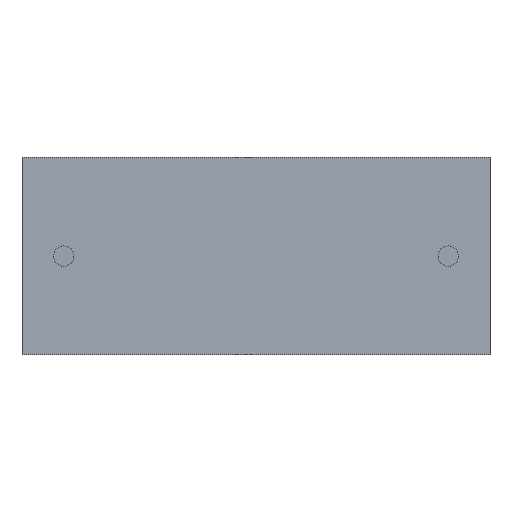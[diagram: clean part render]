
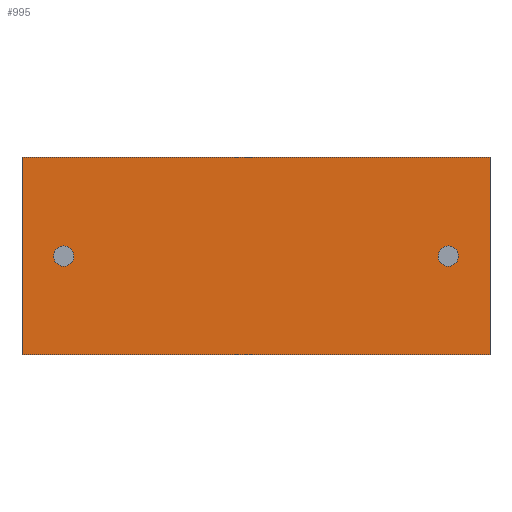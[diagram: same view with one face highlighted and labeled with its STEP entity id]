
A CAD part, front view. The second image highlights one B-rep face of the part: STEP entity #995.
In plain terms, the highlighted planar face has unit normal (0, -1, 0).
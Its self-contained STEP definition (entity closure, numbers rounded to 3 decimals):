
#1 = DIRECTION ( 'NONE',  ( 1., 0., 0. ) ) ;
#25 = EDGE_CURVE ( 'NONE', #2059, #1417, #1353, .T. ) ;
#119 = CARTESIAN_POINT ( 'NONE',  ( 18.5, 0., 7.8 ) ) ;
#156 = DIRECTION ( 'NONE',  ( 0., 1., 0. ) ) ;
#188 = DIRECTION ( 'NONE',  ( 0., -1., 0. ) ) ;
#203 = DIRECTION ( 'NONE',  ( 0., 0., 1. ) ) ;
#209 = DIRECTION ( 'NONE',  ( 0., 0., -1. ) ) ;
#262 = VERTEX_POINT ( 'NONE', #2155 ) ;
#275 = FACE_BOUND ( 'NONE', #1808, .T. ) ;
#353 = CARTESIAN_POINT ( 'NONE',  ( 1.65, 0., 3.9 ) ) ;
#380 = CARTESIAN_POINT ( 'NONE',  ( 18.5, 0., 0. ) ) ;
#406 = CARTESIAN_POINT ( 'NONE',  ( 16.85, 0., 3.9 ) ) ;
#538 = CARTESIAN_POINT ( 'NONE',  ( 16.85, 0., 3.9 ) ) ;
#544 = DIRECTION ( 'NONE',  ( 0., -1., 0. ) ) ;
#550 = VERTEX_POINT ( 'NONE', #2468 ) ;
#553 = LINE ( 'NONE', #119, #1179 ) ;
#571 = ORIENTED_EDGE ( 'NONE', *, *, #1705, .F. ) ;
#609 = VECTOR ( 'NONE', #1, 1000. ) ;
#617 = VERTEX_POINT ( 'NONE', #380 ) ;
#681 = EDGE_CURVE ( 'NONE', #1224, #550, #2353, .T. ) ;
#715 = EDGE_CURVE ( 'NONE', #550, #617, #975, .T. ) ;
#791 = VERTEX_POINT ( 'NONE', #1553 ) ;
#797 = DIRECTION ( 'NONE',  ( 0., 0., -1. ) ) ;
#821 = EDGE_CURVE ( 'NONE', #791, #262, #1142, .T. ) ;
#872 = CARTESIAN_POINT ( 'NONE',  ( 0., 0., 7.8 ) ) ;
#885 = AXIS2_PLACEMENT_3D ( 'NONE', #1199, #188, #203 ) ;
#913 = DIRECTION ( 'NONE',  ( 0., 1., 0. ) ) ;
#975 = LINE ( 'NONE', #2479, #2197 ) ;
#995 = ADVANCED_FACE ( 'NONE', ( #2212, #1709, #275 ), #1121, .F. ) ;
#1044 = CARTESIAN_POINT ( 'NONE',  ( 18.5, 0., 7.8 ) ) ;
#1121 = PLANE ( 'NONE',  #1158 ) ;
#1142 = CIRCLE ( 'NONE', #2280, 0.4 ) ;
#1158 = AXIS2_PLACEMENT_3D ( 'NONE', #1504, #156, #1659 ) ;
#1179 = VECTOR ( 'NONE', #2427, 1000. ) ;
#1187 = AXIS2_PLACEMENT_3D ( 'NONE', #538, #913, #1693 ) ;
#1199 = CARTESIAN_POINT ( 'NONE',  ( 1.65, 0., 3.9 ) ) ;
#1218 = CIRCLE ( 'NONE', #885, 0.4 ) ;
#1223 = CARTESIAN_POINT ( 'NONE',  ( 1.65, 0., 3.5 ) ) ;
#1224 = VERTEX_POINT ( 'NONE', #872 ) ;
#1336 = DIRECTION ( 'NONE',  ( 1., 0., 0. ) ) ;
#1353 = CIRCLE ( 'NONE', #1927, 0.4 ) ;
#1367 = CARTESIAN_POINT ( 'NONE',  ( 0., 0., 7.8 ) ) ;
#1391 = LINE ( 'NONE', #2281, #609 ) ;
#1417 = VERTEX_POINT ( 'NONE', #1223 ) ;
#1448 = ORIENTED_EDGE ( 'NONE', *, *, #25, .F. ) ;
#1504 = CARTESIAN_POINT ( 'NONE',  ( 0., 0., 7.8 ) ) ;
#1553 = CARTESIAN_POINT ( 'NONE',  ( 16.85, 0., 3.5 ) ) ;
#1560 = EDGE_CURVE ( 'NONE', #262, #791, #2478, .T. ) ;
#1583 = ORIENTED_EDGE ( 'NONE', *, *, #2011, .F. ) ;
#1629 = VECTOR ( 'NONE', #209, 1000. ) ;
#1659 = DIRECTION ( 'NONE',  ( 0., 0., 1. ) ) ;
#1670 = EDGE_CURVE ( 'NONE', #1417, #2059, #1218, .T. ) ;
#1693 = DIRECTION ( 'NONE',  ( 0., 0., -1. ) ) ;
#1695 = DIRECTION ( 'NONE',  ( 0., 0., 1. ) ) ;
#1705 = EDGE_CURVE ( 'NONE', #1224, #2244, #1391, .T. ) ;
#1709 = FACE_OUTER_BOUND ( 'NONE', #1754, .T. ) ;
#1754 = EDGE_LOOP ( 'NONE', ( #2469, #1583, #571, #2456 ) ) ;
#1808 = EDGE_LOOP ( 'NONE', ( #1448, #2325 ) ) ;
#1886 = ORIENTED_EDGE ( 'NONE', *, *, #1560, .T. ) ;
#1919 = DIRECTION ( 'NONE',  ( 0., 1., 0. ) ) ;
#1927 = AXIS2_PLACEMENT_3D ( 'NONE', #353, #544, #1695 ) ;
#2011 = EDGE_CURVE ( 'NONE', #2244, #617, #553, .T. ) ;
#2059 = VERTEX_POINT ( 'NONE', #2476 ) ;
#2088 = EDGE_LOOP ( 'NONE', ( #1886, #2388 ) ) ;
#2155 = CARTESIAN_POINT ( 'NONE',  ( 16.85, 0., 4.3 ) ) ;
#2197 = VECTOR ( 'NONE', #1336, 1000. ) ;
#2212 = FACE_BOUND ( 'NONE', #2088, .T. ) ;
#2244 = VERTEX_POINT ( 'NONE', #1044 ) ;
#2280 = AXIS2_PLACEMENT_3D ( 'NONE', #406, #1919, #797 ) ;
#2281 = CARTESIAN_POINT ( 'NONE',  ( 0., 0., 7.8 ) ) ;
#2325 = ORIENTED_EDGE ( 'NONE', *, *, #1670, .F. ) ;
#2353 = LINE ( 'NONE', #1367, #1629 ) ;
#2388 = ORIENTED_EDGE ( 'NONE', *, *, #821, .T. ) ;
#2427 = DIRECTION ( 'NONE',  ( 0., 0., -1. ) ) ;
#2456 = ORIENTED_EDGE ( 'NONE', *, *, #681, .T. ) ;
#2468 = CARTESIAN_POINT ( 'NONE',  ( 0., 0., 0. ) ) ;
#2469 = ORIENTED_EDGE ( 'NONE', *, *, #715, .T. ) ;
#2476 = CARTESIAN_POINT ( 'NONE',  ( 1.65, 0., 4.3 ) ) ;
#2478 = CIRCLE ( 'NONE', #1187, 0.4 ) ;
#2479 = CARTESIAN_POINT ( 'NONE',  ( 0., 0., 0. ) ) ;
